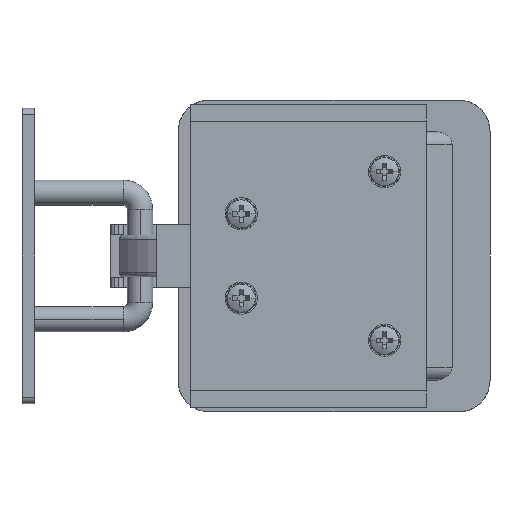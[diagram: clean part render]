
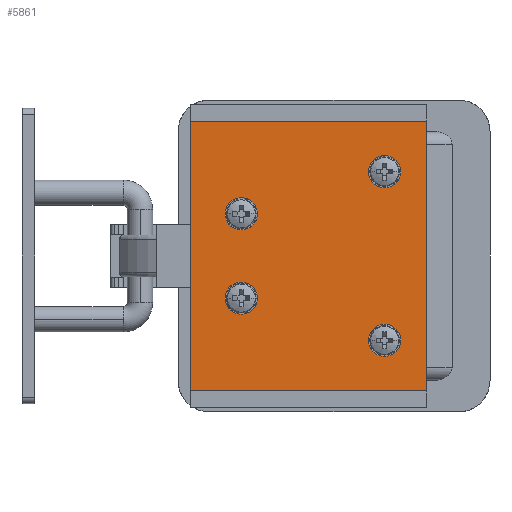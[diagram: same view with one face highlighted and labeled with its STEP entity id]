
A CAD part, front view. The second image highlights one B-rep face of the part: STEP entity #5861.
In plain terms, the highlighted planar face has unit normal (0, -1, 0).
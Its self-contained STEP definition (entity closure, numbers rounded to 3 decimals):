
#1507 = CARTESIAN_POINT ( 'NONE',  ( -20., -1.5, 20.1 ) ) ;
#1508 = CARTESIAN_POINT ( 'NONE',  ( 32., -1.5, 28. ) ) ;
#1511 = CARTESIAN_POINT ( 'NONE',  ( -20., -1.5, 15.9 ) ) ;
#1513 = CARTESIAN_POINT ( 'NONE',  ( 32., -1.5, -28. ) ) ;
#1519 = CARTESIAN_POINT ( 'NONE',  ( -32., -1.5, 28. ) ) ;
#1523 = CARTESIAN_POINT ( 'NONE',  ( -10., -1.5, -18.1 ) ) ;
#1537 = CARTESIAN_POINT ( 'NONE',  ( -32., -1.5, -28. ) ) ;
#1538 = CARTESIAN_POINT ( 'NONE',  ( 20., -1.5, 20.1 ) ) ;
#1541 = CARTESIAN_POINT ( 'NONE',  ( 10., -1.5, -18.1 ) ) ;
#1544 = CARTESIAN_POINT ( 'NONE',  ( -10., -1.5, -13.9 ) ) ;
#1547 = CARTESIAN_POINT ( 'NONE',  ( 10., -1.5, -13.9 ) ) ;
#1551 = CARTESIAN_POINT ( 'NONE',  ( 20., -1.5, 15.9 ) ) ;
#2073 = CIRCLE ( 'NONE', #4466, 2.1 ) ;
#2074 = CIRCLE ( 'NONE', #4463, 2.1 ) ;
#2077 = CIRCLE ( 'NONE', #4467, 2.1 ) ;
#2078 = CIRCLE ( 'NONE', #4468, 2.1 ) ;
#2080 = CIRCLE ( 'NONE', #4482, 2.1 ) ;
#2082 = CIRCLE ( 'NONE', #4486, 2.1 ) ;
#2084 = CIRCLE ( 'NONE', #4490, 2.1 ) ;
#2086 = CIRCLE ( 'NONE', #4494, 2.1 ) ;
#2935 = ORIENTED_EDGE ( 'NONE', *, *, #3223, .T. ) ;
#2936 = ORIENTED_EDGE ( 'NONE', *, *, #3216, .F. ) ;
#2937 = ORIENTED_EDGE ( 'NONE', *, *, #3214, .F. ) ;
#2938 = ORIENTED_EDGE ( 'NONE', *, *, #3233, .T. ) ;
#2939 = ORIENTED_EDGE ( 'NONE', *, *, #3237, .T. ) ;
#2940 = ORIENTED_EDGE ( 'NONE', *, *, #3215, .T. ) ;
#2941 = ORIENTED_EDGE ( 'NONE', *, *, #3241, .T. ) ;
#2942 = ORIENTED_EDGE ( 'NONE', *, *, #3217, .T. ) ;
#2943 = ORIENTED_EDGE ( 'NONE', *, *, #3245, .T. ) ;
#2944 = ORIENTED_EDGE ( 'NONE', *, *, #3219, .T. ) ;
#2945 = ORIENTED_EDGE ( 'NONE', *, *, #3220, .T. ) ;
#2946 = ORIENTED_EDGE ( 'NONE', *, *, #3218, .T. ) ;
#3214 = EDGE_CURVE ( 'NONE', #3689, #3678, #5167, .T. ) ;
#3215 = EDGE_CURVE ( 'NONE', #3707, #3683, #5170, .T. ) ;
#3216 = EDGE_CURVE ( 'NONE', #3678, #3683, #5173, .T. ) ;
#3217 = EDGE_CURVE ( 'NONE', #3714, #3693, #2074, .T. ) ;
#3218 = EDGE_CURVE ( 'NONE', #3677, #3681, #2073, .T. ) ;
#3219 = EDGE_CURVE ( 'NONE', #3717, #3711, #2077, .T. ) ;
#3220 = EDGE_CURVE ( 'NONE', #3708, #3721, #2078, .T. ) ;
#3223 = EDGE_CURVE ( 'NONE', #3689, #3707, #5194, .T. ) ;
#3233 = EDGE_CURVE ( 'NONE', #3693, #3714, #2080, .T. ) ;
#3237 = EDGE_CURVE ( 'NONE', #3711, #3717, #2082, .T. ) ;
#3241 = EDGE_CURVE ( 'NONE', #3681, #3677, #2084, .T. ) ;
#3245 = EDGE_CURVE ( 'NONE', #3721, #3708, #2086, .T. ) ;
#3677 = VERTEX_POINT ( 'NONE', #1507 ) ;
#3678 = VERTEX_POINT ( 'NONE', #1508 ) ;
#3681 = VERTEX_POINT ( 'NONE', #1511 ) ;
#3683 = VERTEX_POINT ( 'NONE', #1513 ) ;
#3689 = VERTEX_POINT ( 'NONE', #1519 ) ;
#3693 = VERTEX_POINT ( 'NONE', #1523 ) ;
#3707 = VERTEX_POINT ( 'NONE', #1537 ) ;
#3708 = VERTEX_POINT ( 'NONE', #1538 ) ;
#3711 = VERTEX_POINT ( 'NONE', #1541 ) ;
#3714 = VERTEX_POINT ( 'NONE', #1544 ) ;
#3717 = VERTEX_POINT ( 'NONE', #1547 ) ;
#3721 = VERTEX_POINT ( 'NONE', #1551 ) ;
#4462 = VECTOR ( 'NONE', #5169, 1000. ) ;
#4463 = AXIS2_PLACEMENT_3D ( 'NONE', #5130, #5176, #5177 ) ;
#4464 = VECTOR ( 'NONE', #5172, 1000. ) ;
#4465 = VECTOR ( 'NONE', #5175, 1000. ) ;
#4466 = AXIS2_PLACEMENT_3D ( 'NONE', #5178, #5179, #5180 ) ;
#4467 = AXIS2_PLACEMENT_3D ( 'NONE', #5181, #5182, #5183 ) ;
#4468 = AXIS2_PLACEMENT_3D ( 'NONE', #5184, #5185, #5186 ) ;
#4471 = VECTOR ( 'NONE', #5196, 1000. ) ;
#4482 = AXIS2_PLACEMENT_3D ( 'NONE', #5223, #5224, #5225 ) ;
#4486 = AXIS2_PLACEMENT_3D ( 'NONE', #5235, #5236, #5237 ) ;
#4490 = AXIS2_PLACEMENT_3D ( 'NONE', #5247, #5248, #5249 ) ;
#4494 = AXIS2_PLACEMENT_3D ( 'NONE', #5259, #5260, #5261 ) ;
#5130 = CARTESIAN_POINT ( 'NONE',  ( -10., -1.5, -16. ) ) ;
#5167 = LINE ( 'NONE', #5168, #4462 ) ;
#5168 = CARTESIAN_POINT ( 'NONE',  ( -32., -1.5, 28. ) ) ;
#5169 = DIRECTION ( 'NONE',  ( 1., 0., 0. ) ) ;
#5170 = LINE ( 'NONE', #5171, #4464 ) ;
#5171 = CARTESIAN_POINT ( 'NONE',  ( -32., -1.5, -28. ) ) ;
#5172 = DIRECTION ( 'NONE',  ( 1., 0., 0. ) ) ;
#5173 = LINE ( 'NONE', #5174, #4465 ) ;
#5174 = CARTESIAN_POINT ( 'NONE',  ( 32., -1.5, 28. ) ) ;
#5175 = DIRECTION ( 'NONE',  ( 0., 0., -1. ) ) ;
#5176 = DIRECTION ( 'NONE',  ( 0., 1., 0. ) ) ;
#5177 = DIRECTION ( 'NONE',  ( 0., 0., 1. ) ) ;
#5178 = CARTESIAN_POINT ( 'NONE',  ( -20., -1.5, 18. ) ) ;
#5179 = DIRECTION ( 'NONE',  ( 0., 1., 0. ) ) ;
#5180 = DIRECTION ( 'NONE',  ( 0., 0., 1. ) ) ;
#5181 = CARTESIAN_POINT ( 'NONE',  ( 10., -1.5, -16. ) ) ;
#5182 = DIRECTION ( 'NONE',  ( 0., 1., 0. ) ) ;
#5183 = DIRECTION ( 'NONE',  ( 0., 0., 1. ) ) ;
#5184 = CARTESIAN_POINT ( 'NONE',  ( 20., -1.5, 18. ) ) ;
#5185 = DIRECTION ( 'NONE',  ( 0., 1., 0. ) ) ;
#5186 = DIRECTION ( 'NONE',  ( 0., 0., 1. ) ) ;
#5194 = LINE ( 'NONE', #5195, #4471 ) ;
#5195 = CARTESIAN_POINT ( 'NONE',  ( -32., -1.5, 28. ) ) ;
#5196 = DIRECTION ( 'NONE',  ( 0., 0., -1. ) ) ;
#5223 = CARTESIAN_POINT ( 'NONE',  ( -10., -1.5, -16. ) ) ;
#5224 = DIRECTION ( 'NONE',  ( 0., 1., 0. ) ) ;
#5225 = DIRECTION ( 'NONE',  ( 0., 0., 1. ) ) ;
#5235 = CARTESIAN_POINT ( 'NONE',  ( 10., -1.5, -16. ) ) ;
#5236 = DIRECTION ( 'NONE',  ( 0., 1., 0. ) ) ;
#5237 = DIRECTION ( 'NONE',  ( 0., 0., 1. ) ) ;
#5247 = CARTESIAN_POINT ( 'NONE',  ( -20., -1.5, 18. ) ) ;
#5248 = DIRECTION ( 'NONE',  ( 0., 1., 0. ) ) ;
#5249 = DIRECTION ( 'NONE',  ( 0., 0., 1. ) ) ;
#5259 = CARTESIAN_POINT ( 'NONE',  ( 20., -1.5, 18. ) ) ;
#5260 = DIRECTION ( 'NONE',  ( 0., 1., 0. ) ) ;
#5261 = DIRECTION ( 'NONE',  ( 0., 0., 1. ) ) ;
#5861 = ADVANCED_FACE ( 'NONE', ( #11649, #11652, #11655, #11657, #11659 ), #7042, .F. ) ;
#7042 = PLANE ( 'NONE',  #11653 ) ;
#7043 = CARTESIAN_POINT ( 'NONE',  ( -32., -1.5, 28. ) ) ;
#7044 = DIRECTION ( 'NONE',  ( 0., 1., 0. ) ) ;
#7045 = DIRECTION ( 'NONE',  ( 0., 0., 1. ) ) ;
#7327 = EDGE_LOOP ( 'NONE', ( #2945, #2943 ) ) ;
#7328 = EDGE_LOOP ( 'NONE', ( #2944, #2939 ) ) ;
#7329 = EDGE_LOOP ( 'NONE', ( #2946, #2941 ) ) ;
#7335 = EDGE_LOOP ( 'NONE', ( #2942, #2938 ) ) ;
#7336 = EDGE_LOOP ( 'NONE', ( #2940, #2936, #2937, #2935 ) ) ;
#11649 = FACE_BOUND ( 'NONE', #7327, .T. ) ;
#11652 = FACE_BOUND ( 'NONE', #7329, .T. ) ;
#11653 = AXIS2_PLACEMENT_3D ( 'NONE', #7043, #7044, #7045 ) ;
#11655 = FACE_BOUND ( 'NONE', #7328, .T. ) ;
#11657 = FACE_BOUND ( 'NONE', #7335, .T. ) ;
#11659 = FACE_OUTER_BOUND ( 'NONE', #7336, .T. ) ;
